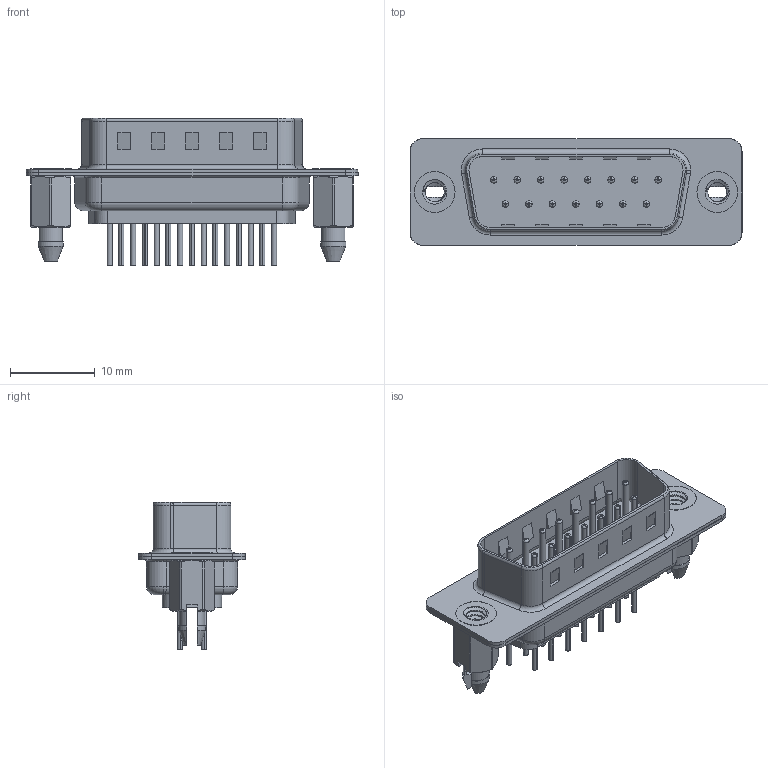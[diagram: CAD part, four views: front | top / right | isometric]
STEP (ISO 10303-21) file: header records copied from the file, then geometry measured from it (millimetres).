
FILE_DESCRIPTION (( 'STEP AP203' ), '1' );
FILE_NAME ('MHDD-15MNS-E1.STEP', '2025-11-12T20:49:37', ( '' ), ( '' ), 'SwSTEP 2.0', 'SolidWorks 2023', '' );
FILE_SCHEMA (( 'CONFIG_CONTROL_DESIGN' ));
Length unit declared in the file: millimetre
Products named in the file (7): MHDD Contact Row 1_20L; MHDD Contact Row 2_20L; MHDD Shell Front_15 Contacts; MHDD Housing_15 LP; MHDD Shell Rear_15 Contacts; MHDD 4-40 Threaded Boardlock_LP; MHDD-15MNS-E1
Assembly tree (20 placements, depth 2):
  MHDD-15MNS-E1
    MHDD Housing_15 LP
    MHDD Shell Front_15 Contacts
    MHDD Shell Rear_15 Contacts
    MHDD Contact Row 1_20L  x8
    MHDD Contact Row 2_20L  x7
    MHDD 4-40 Threaded Boardlock_LP  x2
Bounding box: 39.15 x 12.6 x 17.42 mm (x, y, z)
Volume: 1921.7 mm3; surface area: 5645 mm2
Topology: 20 solids, 20 shells, 1884 faces, 4946 edges, 3081 vertices
Faces by surface type: cylinder 720, plane 531, torus 461, cone 166, bspline 6
Entity records: 22470 total; most frequent: CARTESIAN_POINT 5365, DIRECTION 3536, ORIENTED_EDGE 3266, EDGE_CURVE 1633, AXIS2_PLACEMENT_3D 1394, VERTEX_POINT 1039, VECTOR 748, LINE 748
